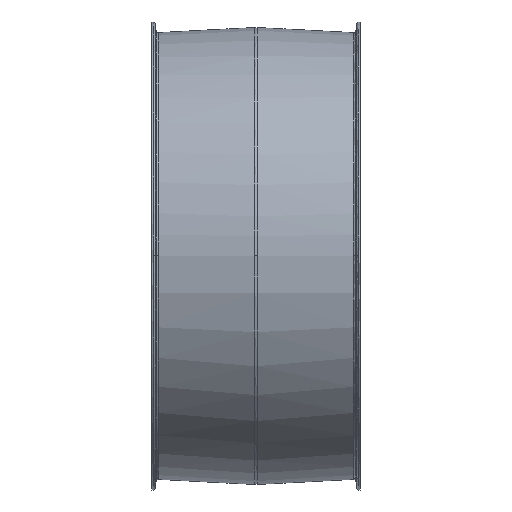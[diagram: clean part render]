
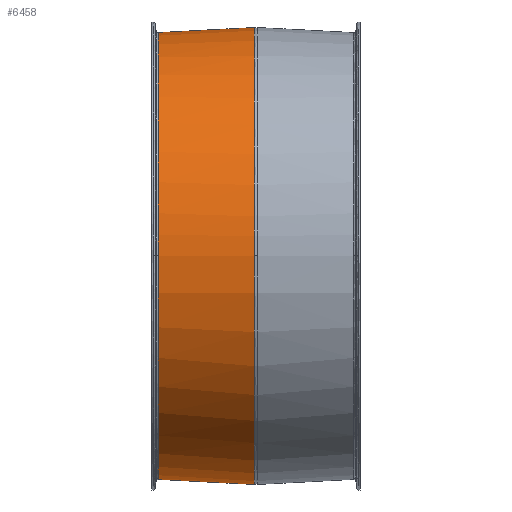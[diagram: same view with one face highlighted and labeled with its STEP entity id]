
A CAD part, top view. The second image highlights one B-rep face of the part: STEP entity #6458.
In plain terms, the highlighted free-form (B-spline) face has degree [1, 2] with [2, 9] control points.
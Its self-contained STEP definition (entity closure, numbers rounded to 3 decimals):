
#38 = EDGE_CURVE ( 'NONE', #3124, #12789, #10534, .T. ) ;
#311 = CARTESIAN_POINT ( 'NONE',  ( 91.13, 203.118, 203.118 ) ) ;
#734 = CARTESIAN_POINT ( 'NONE',  ( 91.13, -203.118, 0. ) ) ;
#861 = ORIENTED_EDGE ( 'NONE', *, *, #3480, .F. ) ;
#871 = CARTESIAN_POINT ( 'NONE',  ( 91.13, 0., 203.118 ) ) ;
#987 =( BOUNDED_SURFACE ( )  B_SPLINE_SURFACE ( 1, 2, ( 
 ( #8575, #8440, #13724, #13801, #4173, #13937, #10432, #12782, #12924 ),
 ( #8507, #3894, #9635, #7486, #11647, #10652, #3032, #6249, #11842 ) ),
 .UNSPECIFIED., .F., .T., .F. ) 
 B_SPLINE_SURFACE_WITH_KNOTS ( ( 2, 2 ),
 ( 3, 2, 2, 2, 3 ),
 ( -0.212, 0.212 ),
 ( -3.142, -1.571, 0., 1.571, 3.142 ),
 .UNSPECIFIED. ) 
 GEOMETRIC_REPRESENTATION_ITEM ( )  RATIONAL_B_SPLINE_SURFACE ( (
 ( 1., 0.707, 1., 0.707, 1., 0.707, 1., 0.707, 1.),
 ( 1., 0.707, 1., 0.707, 1., 0.707, 1., 0.707, 1.) ) ) 
 REPRESENTATION_ITEM ( '' )  SURFACE ( )  );
#1137 = B_SPLINE_CURVE_WITH_KNOTS ( 'NONE', 1,
 ( #13144, #13002 ),
 .UNSPECIFIED., .F., .F.,
 ( 2, 2 ),
 ( -0.212, 0.212 ),
 .UNSPECIFIED. ) ;
#1346 = CARTESIAN_POINT ( 'NONE',  ( 5.895, -198.651, 0. ) ) ;
#1691 = CARTESIAN_POINT ( 'NONE',  ( 5.895, 0., 198.651 ) ) ;
#2305 = VERTEX_POINT ( 'NONE', #2803 ) ;
#2803 = CARTESIAN_POINT ( 'NONE',  ( 91.13, 0., 203.118 ) ) ;
#3032 = CARTESIAN_POINT ( 'NONE',  ( 5.895, 0., 198.651 ) ) ;
#3099 = CARTESIAN_POINT ( 'NONE',  ( 91.13, -203.118, 203.118 ) ) ;
#3119 = CARTESIAN_POINT ( 'NONE',  ( 5.895, 198.651, 0. ) ) ;
#3124 = VERTEX_POINT ( 'NONE', #11555 ) ;
#3246 = CARTESIAN_POINT ( 'NONE',  ( 5.895, 198.651, 0. ) ) ;
#3480 = EDGE_CURVE ( 'NONE', #12192, #12789, #1137, .T. ) ;
#3557 = ORIENTED_EDGE ( 'NONE', *, *, #6434, .F. ) ;
#3894 = CARTESIAN_POINT ( 'NONE',  ( 5.895, -198.651, -198.651 ) ) ;
#4173 = CARTESIAN_POINT ( 'NONE',  ( 91.13, 203.118, 0. ) ) ;
#4696 = ORIENTED_EDGE ( 'NONE', *, *, #9832, .F. ) ;
#4740 = EDGE_CURVE ( 'NONE', #12667, #6577, #7410, .T. ) ;
#5545 =( BOUNDED_CURVE ( )  B_SPLINE_CURVE ( 2, ( #10162, #311, #11227 ),
 .UNSPECIFIED., .F., .F. ) 
 B_SPLINE_CURVE_WITH_KNOTS ( ( 3, 3 ),
 ( 1.571, 3.142 ),
 .UNSPECIFIED. ) 
 CURVE ( )  GEOMETRIC_REPRESENTATION_ITEM ( )  RATIONAL_B_SPLINE_CURVE ( ( 1., 0.707, 1. ) ) 
 REPRESENTATION_ITEM ( '' )  );
#6001 =( BOUNDED_CURVE ( )  B_SPLINE_CURVE ( 2, ( #12587, #6121, #1691 ),
 .UNSPECIFIED., .F., .T. ) 
 B_SPLINE_CURVE_WITH_KNOTS ( ( 3, 3 ),
 ( 1.571, 3.142 ),
 .UNSPECIFIED. ) 
 CURVE ( )  GEOMETRIC_REPRESENTATION_ITEM ( )  RATIONAL_B_SPLINE_CURVE ( ( 1., 0.707, 1. ) ) 
 REPRESENTATION_ITEM ( '' )  );
#6121 = CARTESIAN_POINT ( 'NONE',  ( 5.895, 198.651, 198.651 ) ) ;
#6171 = CARTESIAN_POINT ( 'NONE',  ( 91.13, -203.118, 0. ) ) ;
#6249 = CARTESIAN_POINT ( 'NONE',  ( 5.895, -198.651, 198.651 ) ) ;
#6434 = EDGE_CURVE ( 'NONE', #2305, #12192, #9350, .T. ) ;
#6458 = ADVANCED_FACE ( 'NONE', ( #9356 ), #987, .T. ) ;
#6577 = VERTEX_POINT ( 'NONE', #3246 ) ;
#7410 = B_SPLINE_CURVE_WITH_KNOTS ( 'NONE', 1,
 ( #14017, #3119 ),
 .UNSPECIFIED., .F., .F.,
 ( 2, 2 ),
 ( -0.212, 0.212 ),
 .UNSPECIFIED. ) ;
#7486 = CARTESIAN_POINT ( 'NONE',  ( 5.895, 198.651, -198.651 ) ) ;
#7529 = CARTESIAN_POINT ( 'NONE',  ( 91.13, 203.118, 0. ) ) ;
#8440 = CARTESIAN_POINT ( 'NONE',  ( 91.13, -203.118, -203.118 ) ) ;
#8507 = CARTESIAN_POINT ( 'NONE',  ( 5.895, -198.651, 0. ) ) ;
#8575 = CARTESIAN_POINT ( 'NONE',  ( 91.13, -203.118, 0. ) ) ;
#9054 = CARTESIAN_POINT ( 'NONE',  ( 5.895, -198.651, 0. ) ) ;
#9350 =( BOUNDED_CURVE ( )  B_SPLINE_CURVE ( 2, ( #871, #3099, #734 ),
 .UNSPECIFIED., .F., .F. ) 
 B_SPLINE_CURVE_WITH_KNOTS ( ( 3, 3 ),
 ( 3.142, 4.712 ),
 .UNSPECIFIED. ) 
 CURVE ( )  GEOMETRIC_REPRESENTATION_ITEM ( )  RATIONAL_B_SPLINE_CURVE ( ( 1., 0.707, 1. ) ) 
 REPRESENTATION_ITEM ( '' )  );
#9356 = FACE_OUTER_BOUND ( 'NONE', #10048, .T. ) ;
#9635 = CARTESIAN_POINT ( 'NONE',  ( 5.895, 0., -198.651 ) ) ;
#9832 = EDGE_CURVE ( 'NONE', #12667, #2305, #5545, .T. ) ;
#9938 = ORIENTED_EDGE ( 'NONE', *, *, #38, .T. ) ;
#10005 = EDGE_CURVE ( 'NONE', #6577, #3124, #6001, .T. ) ;
#10048 = EDGE_LOOP ( 'NONE', ( #4696, #10174, #11547, #9938, #861, #3557 ) ) ;
#10162 = CARTESIAN_POINT ( 'NONE',  ( 91.13, 203.118, 0. ) ) ;
#10174 = ORIENTED_EDGE ( 'NONE', *, *, #4740, .T. ) ;
#10338 = CARTESIAN_POINT ( 'NONE',  ( 5.895, 0., 198.651 ) ) ;
#10432 = CARTESIAN_POINT ( 'NONE',  ( 91.13, 0., 203.118 ) ) ;
#10534 =( BOUNDED_CURVE ( )  B_SPLINE_CURVE ( 2, ( #10338, #12546, #9054 ),
 .UNSPECIFIED., .F., .F. ) 
 B_SPLINE_CURVE_WITH_KNOTS ( ( 3, 3 ),
 ( 3.142, 4.712 ),
 .UNSPECIFIED. ) 
 CURVE ( )  GEOMETRIC_REPRESENTATION_ITEM ( )  RATIONAL_B_SPLINE_CURVE ( ( 1., 0.707, 1. ) ) 
 REPRESENTATION_ITEM ( '' )  );
#10652 = CARTESIAN_POINT ( 'NONE',  ( 5.895, 198.651, 198.651 ) ) ;
#11227 = CARTESIAN_POINT ( 'NONE',  ( 91.13, 0., 203.118 ) ) ;
#11547 = ORIENTED_EDGE ( 'NONE', *, *, #10005, .T. ) ;
#11555 = CARTESIAN_POINT ( 'NONE',  ( 5.895, 0., 198.651 ) ) ;
#11647 = CARTESIAN_POINT ( 'NONE',  ( 5.895, 198.651, 0. ) ) ;
#11842 = CARTESIAN_POINT ( 'NONE',  ( 5.895, -198.651, 0. ) ) ;
#12192 = VERTEX_POINT ( 'NONE', #6171 ) ;
#12546 = CARTESIAN_POINT ( 'NONE',  ( 5.895, -198.651, 198.651 ) ) ;
#12587 = CARTESIAN_POINT ( 'NONE',  ( 5.895, 198.651, 0. ) ) ;
#12667 = VERTEX_POINT ( 'NONE', #7529 ) ;
#12782 = CARTESIAN_POINT ( 'NONE',  ( 91.13, -203.118, 203.118 ) ) ;
#12789 = VERTEX_POINT ( 'NONE', #1346 ) ;
#12924 = CARTESIAN_POINT ( 'NONE',  ( 91.13, -203.118, 0. ) ) ;
#13002 = CARTESIAN_POINT ( 'NONE',  ( 5.895, -198.651, 0. ) ) ;
#13144 = CARTESIAN_POINT ( 'NONE',  ( 91.13, -203.118, 0. ) ) ;
#13724 = CARTESIAN_POINT ( 'NONE',  ( 91.13, 0., -203.118 ) ) ;
#13801 = CARTESIAN_POINT ( 'NONE',  ( 91.13, 203.118, -203.118 ) ) ;
#13937 = CARTESIAN_POINT ( 'NONE',  ( 91.13, 203.118, 203.118 ) ) ;
#14017 = CARTESIAN_POINT ( 'NONE',  ( 91.13, 203.118, 0. ) ) ;
